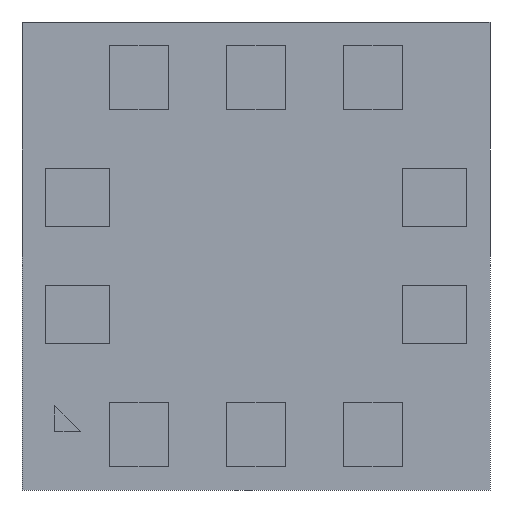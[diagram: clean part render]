
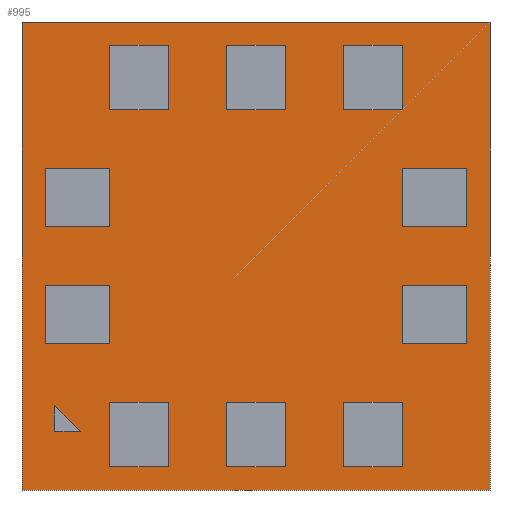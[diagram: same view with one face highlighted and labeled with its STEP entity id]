
A CAD part, front view. The second image highlights one B-rep face of the part: STEP entity #995.
In plain terms, the highlighted planar face has unit normal (0, -1, 0).
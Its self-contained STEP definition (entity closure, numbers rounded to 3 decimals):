
#29 = VERTEX_POINT ( 'NONE', #747 ) ;
#37 = CARTESIAN_POINT ( 'NONE',  ( -0.75, 0., -0.75 ) ) ;
#323 = DIRECTION ( 'NONE',  ( 1., 0., 0. ) ) ;
#374 = VECTOR ( 'NONE', #622, 1000. ) ;
#382 = VECTOR ( 'NONE', #1016, 1000. ) ;
#546 = LINE ( 'NONE', #708, #3006 ) ;
#612 = VECTOR ( 'NONE', #1973, 1000. ) ;
#618 = CARTESIAN_POINT ( 'NONE',  ( 1., 0., 1. ) ) ;
#622 = DIRECTION ( 'NONE',  ( 0., 0., -1. ) ) ;
#708 = CARTESIAN_POINT ( 'NONE',  ( -0.86, 0., -0.75 ) ) ;
#747 = CARTESIAN_POINT ( 'NONE',  ( -1., 0., 1. ) ) ;
#760 = VECTOR ( 'NONE', #323, 1000. ) ;
#833 = DIRECTION ( 'NONE',  ( -0.707, 0., 0.707 ) ) ;
#842 = ORIENTED_EDGE ( 'NONE', *, *, #2278, .F. ) ;
#855 = CARTESIAN_POINT ( 'NONE',  ( -0.86, 0., -0.64 ) ) ;
#907 = DIRECTION ( 'NONE',  ( 0., 0., 1. ) ) ;
#919 = DIRECTION ( 'NONE',  ( 0., 1., 0. ) ) ;
#923 = PLANE ( 'NONE',  #2311 ) ;
#963 = DIRECTION ( 'NONE',  ( 0., 0., -1. ) ) ;
#995 = ADVANCED_FACE ( 'NONE', ( #1912, #1282 ), #923, .F. ) ;
#1013 = EDGE_CURVE ( 'NONE', #2489, #1987, #2480, .T. ) ;
#1016 = DIRECTION ( 'NONE',  ( -1., 0., 0. ) ) ;
#1041 = EDGE_LOOP ( 'NONE', ( #1915, #2406, #2702 ) ) ;
#1131 = VERTEX_POINT ( 'NONE', #618 ) ;
#1191 = VECTOR ( 'NONE', #833, 1000. ) ;
#1232 = ORIENTED_EDGE ( 'NONE', *, *, #3090, .F. ) ;
#1259 = CARTESIAN_POINT ( 'NONE',  ( -1., 0., -1. ) ) ;
#1282 = FACE_OUTER_BOUND ( 'NONE', #2293, .T. ) ;
#1328 = VERTEX_POINT ( 'NONE', #2707 ) ;
#1411 = CARTESIAN_POINT ( 'NONE',  ( 0., 0., 0. ) ) ;
#1459 = CARTESIAN_POINT ( 'NONE',  ( -0.86, 0., -0.64 ) ) ;
#1558 = DIRECTION ( 'NONE',  ( 1., 0., 0. ) ) ;
#1712 = ORIENTED_EDGE ( 'NONE', *, *, #2367, .F. ) ;
#1747 = CARTESIAN_POINT ( 'NONE',  ( 1., 0., -1. ) ) ;
#1911 = LINE ( 'NONE', #2701, #612 ) ;
#1912 = FACE_BOUND ( 'NONE', #1041, .T. ) ;
#1915 = ORIENTED_EDGE ( 'NONE', *, *, #2541, .F. ) ;
#1973 = DIRECTION ( 'NONE',  ( 0., 0., 1. ) ) ;
#1987 = VERTEX_POINT ( 'NONE', #1459 ) ;
#2060 = EDGE_CURVE ( 'NONE', #2766, #2489, #2260, .T. ) ;
#2086 = CARTESIAN_POINT ( 'NONE',  ( 1., 0., -1. ) ) ;
#2195 = VERTEX_POINT ( 'NONE', #1747 ) ;
#2234 = CARTESIAN_POINT ( 'NONE',  ( -0.86, 0., -0.75 ) ) ;
#2251 = LINE ( 'NONE', #2086, #374 ) ;
#2260 = LINE ( 'NONE', #37, #2795 ) ;
#2278 = EDGE_CURVE ( 'NONE', #29, #1131, #2691, .T. ) ;
#2293 = EDGE_LOOP ( 'NONE', ( #2482, #842, #1712, #1232 ) ) ;
#2311 = AXIS2_PLACEMENT_3D ( 'NONE', #1411, #919, #907 ) ;
#2359 = LINE ( 'NONE', #1259, #382 ) ;
#2367 = EDGE_CURVE ( 'NONE', #1328, #29, #1911, .T. ) ;
#2406 = ORIENTED_EDGE ( 'NONE', *, *, #1013, .F. ) ;
#2480 = LINE ( 'NONE', #855, #1191 ) ;
#2482 = ORIENTED_EDGE ( 'NONE', *, *, #2885, .F. ) ;
#2489 = VERTEX_POINT ( 'NONE', #3057 ) ;
#2541 = EDGE_CURVE ( 'NONE', #1987, #2766, #546, .T. ) ;
#2691 = LINE ( 'NONE', #2945, #760 ) ;
#2701 = CARTESIAN_POINT ( 'NONE',  ( -1., 0., -1. ) ) ;
#2702 = ORIENTED_EDGE ( 'NONE', *, *, #2060, .F. ) ;
#2707 = CARTESIAN_POINT ( 'NONE',  ( -1., 0., -1. ) ) ;
#2766 = VERTEX_POINT ( 'NONE', #2234 ) ;
#2795 = VECTOR ( 'NONE', #1558, 1000. ) ;
#2885 = EDGE_CURVE ( 'NONE', #1131, #2195, #2251, .T. ) ;
#2945 = CARTESIAN_POINT ( 'NONE',  ( -1., 0., 1. ) ) ;
#3006 = VECTOR ( 'NONE', #963, 1000. ) ;
#3057 = CARTESIAN_POINT ( 'NONE',  ( -0.75, 0., -0.75 ) ) ;
#3090 = EDGE_CURVE ( 'NONE', #2195, #1328, #2359, .T. ) ;
